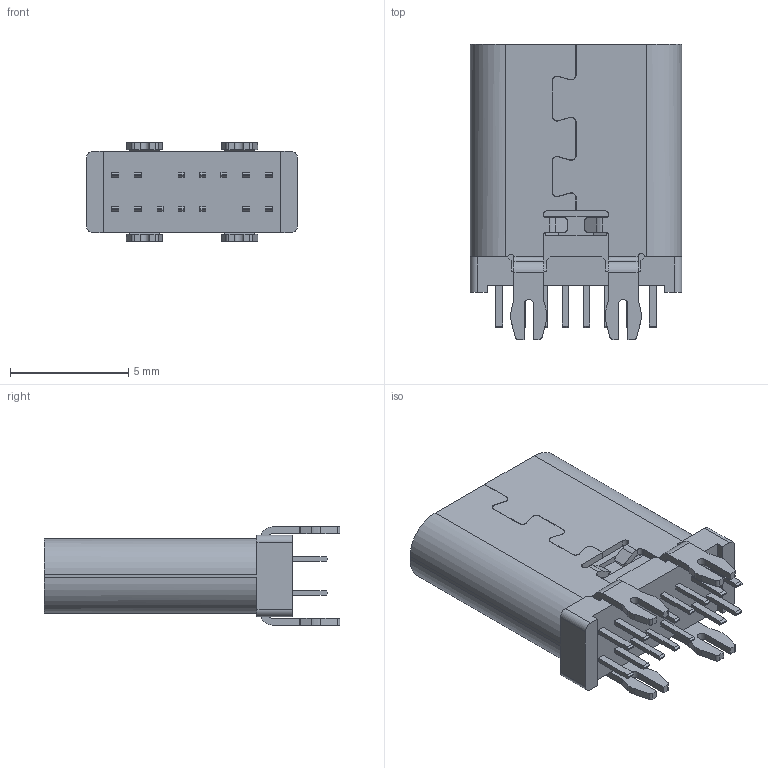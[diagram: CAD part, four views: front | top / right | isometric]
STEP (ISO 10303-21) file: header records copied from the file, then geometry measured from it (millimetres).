
FILE_DESCRIPTION((''),'2;1');
FILE_NAME('TYPE-C_14PIN___B_H0001','2024-10-29T11:10:38',('Administrator'),(''),'CREO PARAMETRIC BY PTC INC, 2020154','CREO PARAMETRIC BY PTC INC, 2020154','');
FILE_SCHEMA(('AUTOMOTIVE_DESIGN { 1 0 10303 214 1 1 1 1 }'));
Length unit declared in the file: millimetre
Products named in the file (1): TYPE-C_14PIN___B_H0001
Bounding box: 8.94 x 12.5 x 4.16 mm (x, y, z)
Volume: 194.8 mm3; surface area: 678 mm2
Topology: 1 solids, 1 shells, 546 faces, 1594 edges, 1060 vertices
Faces by surface type: plane 388, cylinder 142, cone 8, extrusion 8
Entity records: 23362 total; most frequent: CARTESIAN_POINT 3999, ORIENTED_EDGE 3188, DIRECTION 2825, PRESENTATION_STYLE_ASSIGNMENT 1595, STYLED_ITEM 1595, CURVE_STYLE 1594, EDGE_CURVE 1594, VECTOR 1189
